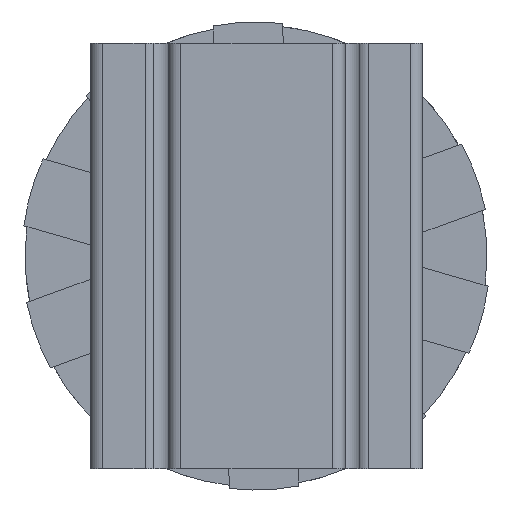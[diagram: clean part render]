
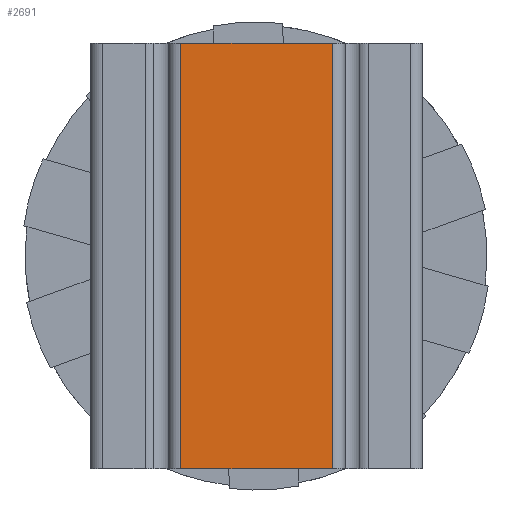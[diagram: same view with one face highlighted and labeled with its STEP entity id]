
A CAD part, front view. The second image highlights one B-rep face of the part: STEP entity #2691.
In plain terms, the highlighted planar face has unit normal (0, -1, 0).
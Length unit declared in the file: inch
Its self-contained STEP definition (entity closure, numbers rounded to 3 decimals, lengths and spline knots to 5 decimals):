
#171=LINE('',#4091,#429);
#184=LINE('',#4142,#442);
#201=LINE('',#4187,#459);
#203=LINE('',#4190,#461);
#429=VECTOR('',#3229,0.12);
#442=VECTOR('',#3274,0.12);
#459=VECTOR('',#3323,0.336);
#461=VECTOR('',#3327,0.336);
#676=PLANE('',#2882);
#794=FACE_OUTER_BOUND('',#947,.T.);
#947=EDGE_LOOP('',(#2113,#2114,#2115,#2116));
#1240=VERTEX_POINT('',#4088);
#1241=VERTEX_POINT('',#4090);
#1262=VERTEX_POINT('',#4139);
#1263=VERTEX_POINT('',#4141);
#1536=EDGE_CURVE('',#1241,#1240,#171,.T.);
#1562=EDGE_CURVE('',#1262,#1263,#184,.T.);
#1586=EDGE_CURVE('',#1241,#1262,#201,.T.);
#1588=EDGE_CURVE('',#1263,#1240,#203,.T.);
#2113=ORIENTED_EDGE('',*,*,#1586,.F.);
#2114=ORIENTED_EDGE('',*,*,#1536,.T.);
#2115=ORIENTED_EDGE('',*,*,#1588,.F.);
#2116=ORIENTED_EDGE('',*,*,#1562,.F.);
#2691=ADVANCED_FACE('',(#794),#676,.T.);
#2882=AXIS2_PLACEMENT_3D('',#4189,#3325,#3326);
#3229=DIRECTION('',(-1.,0.,0.));
#3274=DIRECTION('',(-1.,0.,0.));
#3323=DIRECTION('',(0.,0.,-1.));
#3325=DIRECTION('center_axis',(0.,-1.,0.));
#3326=DIRECTION('ref_axis',(0.,0.,-1.));
#3327=DIRECTION('',(0.,0.,1.));
#4088=CARTESIAN_POINT('',(-0.06,-0.1,0.336));
#4090=CARTESIAN_POINT('',(0.06,-0.1,0.336));
#4091=CARTESIAN_POINT('',(0.07,-0.1,0.336));
#4139=CARTESIAN_POINT('',(0.06,-0.1,0.));
#4141=CARTESIAN_POINT('',(-0.06,-0.1,0.));
#4142=CARTESIAN_POINT('',(0.07,-0.1,0.));
#4187=CARTESIAN_POINT('',(0.06,-0.1,0.));
#4189=CARTESIAN_POINT('Origin',(0.07,-0.1,
0.));
#4190=CARTESIAN_POINT('',(-0.06,-0.1,0.));
